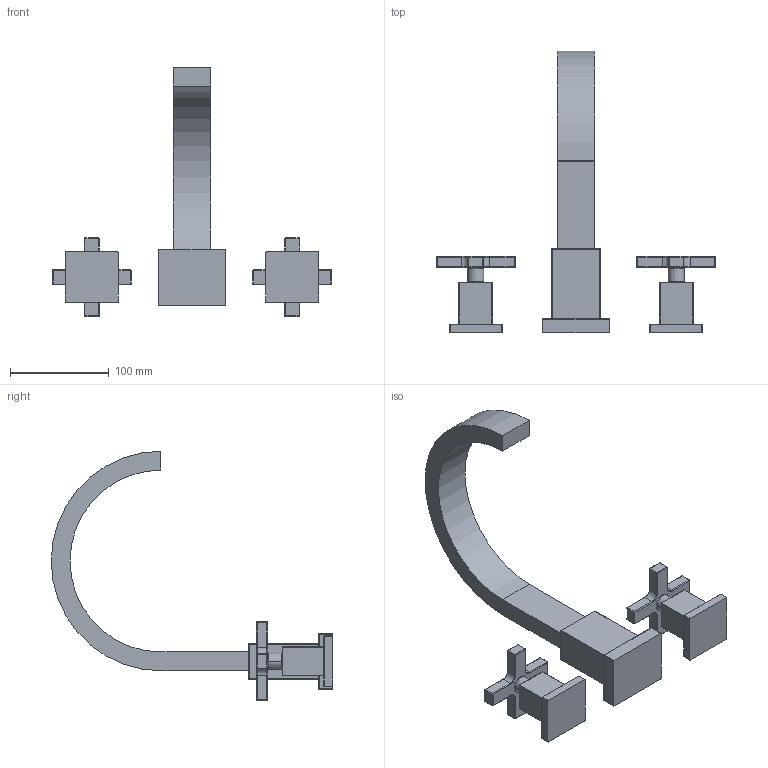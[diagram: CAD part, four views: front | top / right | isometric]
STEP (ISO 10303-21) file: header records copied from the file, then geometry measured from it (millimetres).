
FILE_DESCRIPTION((''),'2;1');
FILE_NAME('3-2066','2021-03-12T14:24:03',('jinson.thomas'),(''),'CREO PARAMETRIC BY PTC INC, 2018400','CREO PARAMETRIC BY PTC INC, 2018400','');
FILE_SCHEMA(('CONFIG_CONTROL_DESIGN'));
Length unit declared in the file: inch
Products named in the file (1): 3-2066
Bounding box: 282.96 x 285.08 x 252.6 mm (x, y, z)
Volume: 670419.2 mm3; surface area: 111490.8 mm2
Topology: 3 solids, 3 shells, 274 faces, 570 edges, 312 vertices
Faces by surface type: cylinder 130, plane 68, sphere 56, torus 20
Entity records: 7162 total; most frequent: DIRECTION 1402, CARTESIAN_POINT 1156, ORIENTED_EDGE 1140, EDGE_CURVE 570, AXIS2_PLACEMENT_3D 558, VERTEX_POINT 312, VECTOR 286, LINE 286
